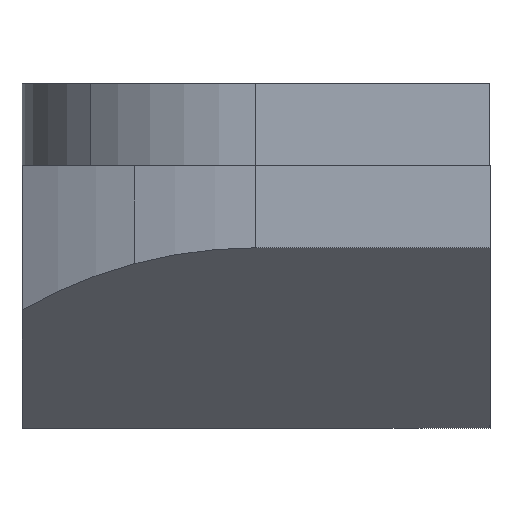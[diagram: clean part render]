
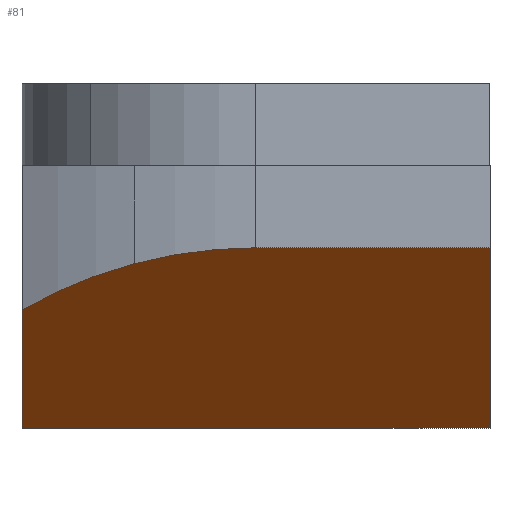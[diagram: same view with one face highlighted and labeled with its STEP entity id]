
A CAD part, left-side view. The second image highlights one B-rep face of the part: STEP entity #81.
In plain terms, the highlighted planar face has unit normal (-0.707, 0, -0.707).
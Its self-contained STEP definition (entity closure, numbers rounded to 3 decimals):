
#81=ADVANCED_FACE('',(#166),#167,.T.);
#166=FACE_OUTER_BOUND('',#261,.T.);
#167=PLANE('',#262);
#261=EDGE_LOOP('',(#398,#399,#400,#401,#402,#403));
#262=AXIS2_PLACEMENT_3D('',#404,#405,#406);
#398=ORIENTED_EDGE('',*,*,#604,.T.);
#399=ORIENTED_EDGE('',*,*,#574,.T.);
#400=ORIENTED_EDGE('',*,*,#605,.T.);
#401=ORIENTED_EDGE('',*,*,#606,.T.);
#402=ORIENTED_EDGE('',*,*,#607,.T.);
#403=ORIENTED_EDGE('',*,*,#608,.T.);
#404=CARTESIAN_POINT('',(-4.65,0.,1.1));
#405=DIRECTION('',(-0.707,0.,-0.707));
#406=DIRECTION('',(0.707,0.,-0.707));
#574=EDGE_CURVE('',#683,#688,#690,.T.);
#604=EDGE_CURVE('',#736,#683,#737,.T.);
#605=EDGE_CURVE('',#688,#738,#739,.T.);
#606=EDGE_CURVE('',#738,#740,#741,.T.);
#607=EDGE_CURVE('',#740,#742,#743,.T.);
#608=EDGE_CURVE('',#742,#736,#744,.T.);
#683=VERTEX_POINT('',#841);
#688=VERTEX_POINT('',#847);
#690=ELLIPSE('',#850,8.132,5.75);
#736=VERTEX_POINT('',#906);
#737=ELLIPSE('',#907,8.132,5.75);
#738=VERTEX_POINT('',#908);
#739=LINE('',#909,#910);
#740=VERTEX_POINT('',#911);
#741=LINE('',#912,#913);
#742=VERTEX_POINT('',#914);
#743=LINE('',#915,#916);
#744=LINE('',#917,#918);
#841=CARTESIAN_POINT('',(-5.558,-1.376,2.008));
#847=CARTESIAN_POINT('',(-4.994,0.,1.444));
#850=AXIS2_PLACEMENT_3D('',#1026,#1027,#1028);
#906=CARTESIAN_POINT('',(-5.75,-2.85,2.2));
#907=AXIS2_PLACEMENT_3D('',#1075,#1076,#1077);
#908=CARTESIAN_POINT('',(-3.55,0.,0.));
#909=CARTESIAN_POINT('',(-3.118,0.,-0.432));
#910=VECTOR('',#1078,1.0);
#911=CARTESIAN_POINT('',(-3.55,-5.7,0.));
#912=CARTESIAN_POINT('',(-3.55,-1.425,0.));
#913=VECTOR('',#1079,1.0);
#914=CARTESIAN_POINT('',(-5.75,-5.7,2.2));
#915=CARTESIAN_POINT('',(-3.307,-5.7,-0.243));
#916=VECTOR('',#1080,1.0);
#917=CARTESIAN_POINT('',(-5.75,-2.137,2.2));
#918=VECTOR('',#1081,1.0);
#1026=CARTESIAN_POINT('',(0.,-2.85,-3.55));
#1027=DIRECTION('',(-0.707,0.,-0.707));
#1028=DIRECTION('',(-0.707,0.,0.707));
#1075=CARTESIAN_POINT('',(0.,-2.85,-3.55));
#1076=DIRECTION('',(-0.707,0.,-0.707));
#1077=DIRECTION('',(-0.707,0.,0.707));
#1078=DIRECTION('',(0.707,0.,-0.707));
#1079=DIRECTION('',(0.,-1.0,0.));
#1080=DIRECTION('',(-0.707,0.,0.707));
#1081=DIRECTION('',(0.,1.0,0.));
